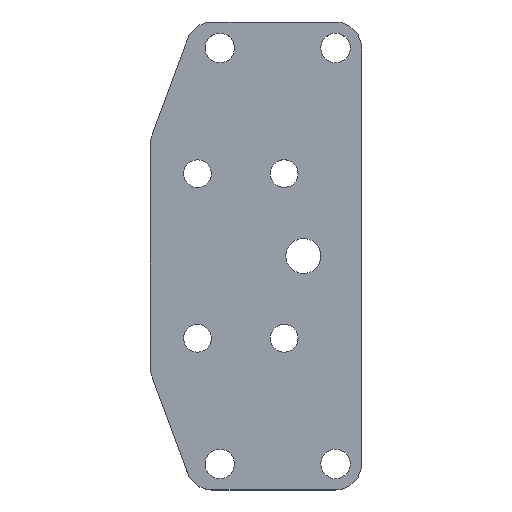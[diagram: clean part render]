
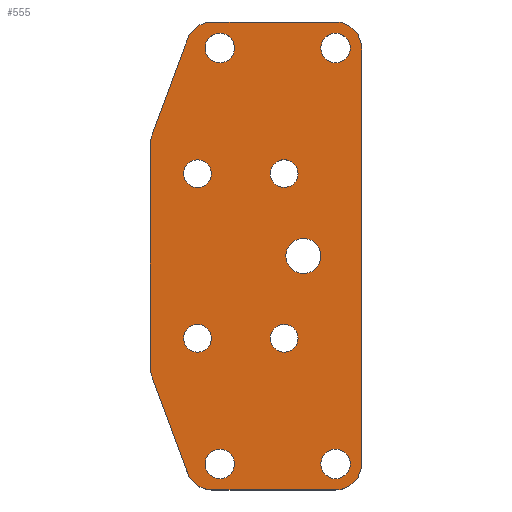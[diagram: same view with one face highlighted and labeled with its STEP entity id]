
A CAD part, top view. The second image highlights one B-rep face of the part: STEP entity #555.
In plain terms, the highlighted planar face has unit normal (0, 0, 1).
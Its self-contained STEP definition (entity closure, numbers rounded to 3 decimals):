
#28=FACE_BOUND('',#110,.T.);
#29=FACE_BOUND('',#111,.T.);
#30=FACE_BOUND('',#112,.T.);
#31=FACE_BOUND('',#113,.T.);
#32=FACE_BOUND('',#114,.T.);
#33=FACE_BOUND('',#115,.T.);
#34=FACE_BOUND('',#116,.T.);
#35=FACE_BOUND('',#117,.T.);
#36=FACE_BOUND('',#118,.T.);
#45=PLANE('',#615);
#65=FACE_OUTER_BOUND('',#109,.T.);
#109=EDGE_LOOP('',(#443,#444,#445,#446,#447,#448,#449,#450,#451,#452,#453,
#454));
#110=EDGE_LOOP('',(#455));
#111=EDGE_LOOP('',(#456));
#112=EDGE_LOOP('',(#457));
#113=EDGE_LOOP('',(#458));
#114=EDGE_LOOP('',(#459));
#115=EDGE_LOOP('',(#460));
#116=EDGE_LOOP('',(#461));
#117=EDGE_LOOP('',(#462));
#118=EDGE_LOOP('',(#463));
#141=LINE('',#869,#178);
#150=LINE('',#909,#187);
#153=LINE('',#917,#190);
#155=LINE('',#926,#192);
#156=LINE('',#929,#193);
#157=LINE('',#930,#194);
#178=VECTOR('',#699,10.);
#187=VECTOR('',#736,10.);
#190=VECTOR('',#745,10.);
#192=VECTOR('',#755,10.);
#193=VECTOR('',#758,10.);
#194=VECTOR('',#759,10.);
#219=CIRCLE('',#593,3.);
#231=CIRCLE('',#608,3.);
#232=CIRCLE('',#611,3.);
#233=CIRCLE('',#614,3.);
#234=CIRCLE('',#616,3.);
#235=CIRCLE('',#617,3.);
#236=CIRCLE('',#618,2.025);
#237=CIRCLE('',#619,1.7);
#238=CIRCLE('',#620,1.7);
#239=CIRCLE('',#621,1.7);
#240=CIRCLE('',#622,1.7);
#241=CIRCLE('',#623,1.6);
#242=CIRCLE('',#624,1.6);
#243=CIRCLE('',#625,1.6);
#244=CIRCLE('',#626,1.6);
#257=VERTEX_POINT('',#856);
#258=VERTEX_POINT('',#857);
#262=VERTEX_POINT('',#867);
#277=VERTEX_POINT('',#901);
#278=VERTEX_POINT('',#902);
#279=VERTEX_POINT('',#907);
#280=VERTEX_POINT('',#911);
#281=VERTEX_POINT('',#912);
#282=VERTEX_POINT('',#919);
#283=VERTEX_POINT('',#923);
#284=VERTEX_POINT('',#925);
#285=VERTEX_POINT('',#927);
#286=VERTEX_POINT('',#931);
#287=VERTEX_POINT('',#933);
#288=VERTEX_POINT('',#935);
#289=VERTEX_POINT('',#937);
#290=VERTEX_POINT('',#939);
#291=VERTEX_POINT('',#941);
#292=VERTEX_POINT('',#943);
#293=VERTEX_POINT('',#945);
#294=VERTEX_POINT('',#947);
#311=EDGE_CURVE('',#257,#258,#219,.T.);
#317=EDGE_CURVE('',#257,#262,#141,.T.);
#333=EDGE_CURVE('',#277,#278,#231,.T.);
#337=EDGE_CURVE('',#277,#279,#150,.T.);
#338=EDGE_CURVE('',#280,#281,#232,.T.);
#341=EDGE_CURVE('',#280,#258,#153,.T.);
#342=EDGE_CURVE('',#282,#279,#233,.T.);
#344=EDGE_CURVE('',#283,#262,#234,.T.);
#345=EDGE_CURVE('',#283,#284,#155,.T.);
#346=EDGE_CURVE('',#285,#284,#235,.T.);
#347=EDGE_CURVE('',#285,#278,#156,.T.);
#348=EDGE_CURVE('',#282,#281,#157,.T.);
#349=EDGE_CURVE('',#286,#286,#236,.T.);
#350=EDGE_CURVE('',#287,#287,#237,.T.);
#351=EDGE_CURVE('',#288,#288,#238,.T.);
#352=EDGE_CURVE('',#289,#289,#239,.T.);
#353=EDGE_CURVE('',#290,#290,#240,.T.);
#354=EDGE_CURVE('',#291,#291,#241,.T.);
#355=EDGE_CURVE('',#292,#292,#242,.T.);
#356=EDGE_CURVE('',#293,#293,#243,.T.);
#357=EDGE_CURVE('',#294,#294,#244,.T.);
#443=ORIENTED_EDGE('',*,*,#311,.F.);
#444=ORIENTED_EDGE('',*,*,#317,.T.);
#445=ORIENTED_EDGE('',*,*,#344,.F.);
#446=ORIENTED_EDGE('',*,*,#345,.T.);
#447=ORIENTED_EDGE('',*,*,#346,.F.);
#448=ORIENTED_EDGE('',*,*,#347,.T.);
#449=ORIENTED_EDGE('',*,*,#333,.F.);
#450=ORIENTED_EDGE('',*,*,#337,.T.);
#451=ORIENTED_EDGE('',*,*,#342,.F.);
#452=ORIENTED_EDGE('',*,*,#348,.T.);
#453=ORIENTED_EDGE('',*,*,#338,.F.);
#454=ORIENTED_EDGE('',*,*,#341,.T.);
#455=ORIENTED_EDGE('',*,*,#349,.T.);
#456=ORIENTED_EDGE('',*,*,#350,.T.);
#457=ORIENTED_EDGE('',*,*,#351,.T.);
#458=ORIENTED_EDGE('',*,*,#352,.T.);
#459=ORIENTED_EDGE('',*,*,#353,.T.);
#460=ORIENTED_EDGE('',*,*,#354,.T.);
#461=ORIENTED_EDGE('',*,*,#355,.T.);
#462=ORIENTED_EDGE('',*,*,#356,.T.);
#463=ORIENTED_EDGE('',*,*,#357,.T.);
#555=ADVANCED_FACE('',(#65,#28,#29,#30,#31,#32,#33,#34,#35,#36),#45,.F.);
#593=AXIS2_PLACEMENT_3D('',#858,#689,#690);
#608=AXIS2_PLACEMENT_3D('',#903,#729,#730);
#611=AXIS2_PLACEMENT_3D('',#913,#739,#740);
#614=AXIS2_PLACEMENT_3D('',#920,#748,#749);
#615=AXIS2_PLACEMENT_3D('',#922,#751,#752);
#616=AXIS2_PLACEMENT_3D('',#924,#753,#754);
#617=AXIS2_PLACEMENT_3D('',#928,#756,#757);
#618=AXIS2_PLACEMENT_3D('',#932,#760,#761);
#619=AXIS2_PLACEMENT_3D('',#934,#762,#763);
#620=AXIS2_PLACEMENT_3D('',#936,#764,#765);
#621=AXIS2_PLACEMENT_3D('',#938,#766,#767);
#622=AXIS2_PLACEMENT_3D('',#940,#768,#769);
#623=AXIS2_PLACEMENT_3D('',#942,#770,#771);
#624=AXIS2_PLACEMENT_3D('',#944,#772,#773);
#625=AXIS2_PLACEMENT_3D('',#946,#774,#775);
#626=AXIS2_PLACEMENT_3D('',#948,#776,#777);
#689=DIRECTION('center_axis',(0.,0.,
-1.));
#690=DIRECTION('ref_axis',(-0.984,-0.176,0.));
#699=DIRECTION('',(0.347,-0.938,0.));
#729=DIRECTION('center_axis',(0.,0.,
-1.));
#730=DIRECTION('ref_axis',(0.707,0.707,0.));
#736=DIRECTION('',(-1.,0.,0.));
#739=DIRECTION('center_axis',(0.,0.,
-1.));
#740=DIRECTION('ref_axis',(-0.984,0.176,0.));
#745=DIRECTION('',(0.,-1.,0.));
#748=DIRECTION('center_axis',(0.,0.,
-1.));
#749=DIRECTION('ref_axis',(-0.571,0.821,0.));
#751=DIRECTION('center_axis',(0.,0.,
-1.));
#752=DIRECTION('ref_axis',(-1.,0.,0.));
#753=DIRECTION('center_axis',(0.,0.,
-1.));
#754=DIRECTION('ref_axis',(-0.571,-0.821,0.));
#755=DIRECTION('',(1.,0.,0.));
#756=DIRECTION('center_axis',(0.,0.,
-1.));
#757=DIRECTION('ref_axis',(0.707,-0.707,0.));
#758=DIRECTION('',(0.,1.,0.));
#759=DIRECTION('',(-0.347,-0.938,0.));
#760=DIRECTION('center_axis',(0.,0.,
-1.));
#761=DIRECTION('ref_axis',(-1.,0.,0.));
#762=DIRECTION('center_axis',(0.,0.,
-1.));
#763=DIRECTION('ref_axis',(1.,0.,0.));
#764=DIRECTION('center_axis',(0.,0.,
-1.));
#765=DIRECTION('ref_axis',(1.,0.,0.));
#766=DIRECTION('center_axis',(0.,0.,
-1.));
#767=DIRECTION('ref_axis',(1.,0.,0.));
#768=DIRECTION('center_axis',(0.,0.,
-1.));
#769=DIRECTION('ref_axis',(1.,0.,0.));
#770=DIRECTION('center_axis',(0.,0.,-1.));
#771=DIRECTION('ref_axis',(-0.266,-0.964,0.));
#772=DIRECTION('center_axis',(0.,0.,-1.));
#773=DIRECTION('ref_axis',(-0.266,-0.964,0.));
#774=DIRECTION('center_axis',(0.,0.,
-1.));
#775=DIRECTION('ref_axis',(1.,0.,0.));
#776=DIRECTION('center_axis',(0.,0.,
-1.));
#777=DIRECTION('ref_axis',(1.,0.,0.));
#856=CARTESIAN_POINT('',(10.537,-14.004,23.));
#857=CARTESIAN_POINT('',(10.35,-12.962,23.));
#858=CARTESIAN_POINT('Origin',(13.35,-12.962,23.));
#867=CARTESIAN_POINT('',(14.625,-25.042,23.));
#869=CARTESIAN_POINT('',(10.35,-13.5,23.));
#901=CARTESIAN_POINT('',(31.7,27.,23.));
#902=CARTESIAN_POINT('',(34.7,24.,23.));
#903=CARTESIAN_POINT('Origin',(31.7,24.,23.));
#907=CARTESIAN_POINT('',(17.438,27.,23.));
#909=CARTESIAN_POINT('',(29.863,27.,23.));
#911=CARTESIAN_POINT('',(10.35,12.962,23.));
#912=CARTESIAN_POINT('',(10.537,14.004,23.));
#913=CARTESIAN_POINT('Origin',(13.35,12.962,23.));
#917=CARTESIAN_POINT('',(10.35,13.5,23.));
#919=CARTESIAN_POINT('',(14.625,25.042,23.));
#920=CARTESIAN_POINT('Origin',(17.438,24.,23.));
#922=CARTESIAN_POINT('Origin',(25.025,0.,23.));
#923=CARTESIAN_POINT('',(17.438,-27.,23.));
#924=CARTESIAN_POINT('Origin',(17.438,-24.,23.));
#925=CARTESIAN_POINT('',(31.7,-27.,23.));
#926=CARTESIAN_POINT('',(20.188,-27.,23.));
#927=CARTESIAN_POINT('',(34.7,-24.,23.));
#928=CARTESIAN_POINT('Origin',(31.7,-24.,23.));
#929=CARTESIAN_POINT('',(34.7,-13.5,23.));
#930=CARTESIAN_POINT('',(15.35,27.,23.));
#931=CARTESIAN_POINT('',(30.025,0.,23.));
#932=CARTESIAN_POINT('Origin',(28.,0.,23.));
#933=CARTESIAN_POINT('',(30.,24.,23.));
#934=CARTESIAN_POINT('Origin',(31.7,24.,23.));
#935=CARTESIAN_POINT('',(16.65,-24.,23.));
#936=CARTESIAN_POINT('Origin',(18.35,-24.,23.));
#937=CARTESIAN_POINT('',(30.,-24.,23.));
#938=CARTESIAN_POINT('Origin',(31.7,-24.,23.));
#939=CARTESIAN_POINT('',(16.65,24.,23.));
#940=CARTESIAN_POINT('Origin',(18.35,24.,23.));
#941=CARTESIAN_POINT('',(16.2,-7.957,23.));
#942=CARTESIAN_POINT('Origin',(15.775,-9.5,23.));
#943=CARTESIAN_POINT('',(16.2,11.043,23.));
#944=CARTESIAN_POINT('Origin',(15.775,9.5,23.));
#945=CARTESIAN_POINT('',(24.175,9.5,23.));
#946=CARTESIAN_POINT('Origin',(25.775,9.5,23.));
#947=CARTESIAN_POINT('',(24.175,-9.5,23.));
#948=CARTESIAN_POINT('Origin',(25.775,-9.5,23.));
